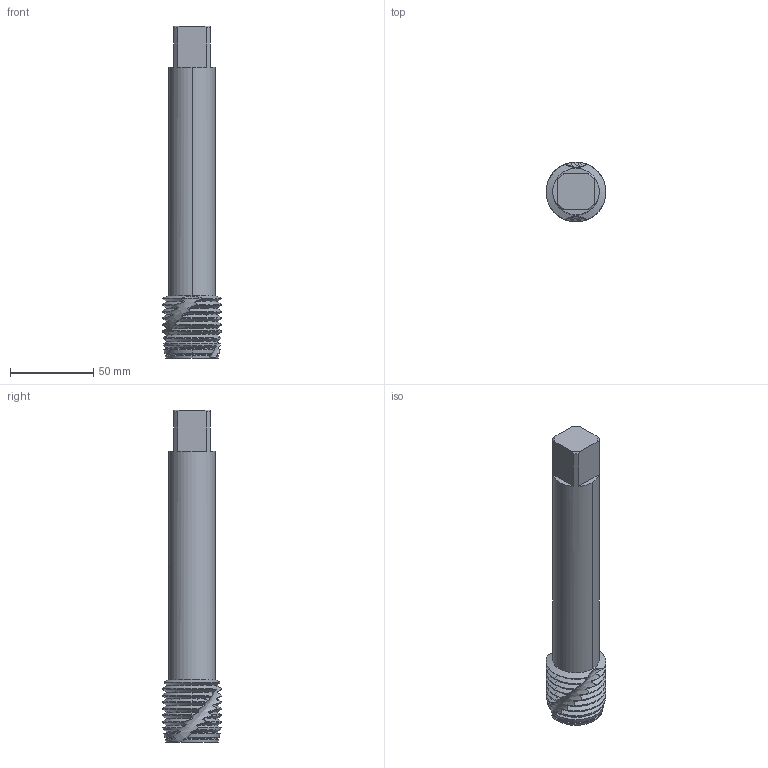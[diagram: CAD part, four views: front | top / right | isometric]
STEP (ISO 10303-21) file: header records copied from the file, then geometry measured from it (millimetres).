
FILE_DESCRIPTION(('no description'),'unknown implementation level');
FILE_NAME('solid_by29HTWBaGT_XCHDIFw8qgedHU_1.STP',' ',('CIM GmbH Aachen'),('CADClick - KiM GmbH - www.kimweb.de'),'unknown preprocess','ACIS','unknown authorization');
FILE_SCHEMA(('automotive_design'));
Length unit declared in the file: millimetre
Products named in the file (2): 1; 2
Bounding box: 36 x 36 x 200 mm (x, y, z)
Volume: 128114 mm3; surface area: 28937.2 mm2
Topology: 2 solids, 2 shells, 183 faces, 503 edges, 324 vertices
Faces by surface type: cone 88, cylinder 72, plane 17, bspline 4, revolution 2
Entity records: 15132 total; most frequent: CARTESIAN_POINT 5055, STYLED_ITEM 1012, PRESENTATION_STYLE_ASSIGNMENT 1012, COLOUR_RGB 1012, ORIENTED_EDGE 1006, DIRECTION 871, EDGE_CURVE 503, CURVE_STYLE 503
